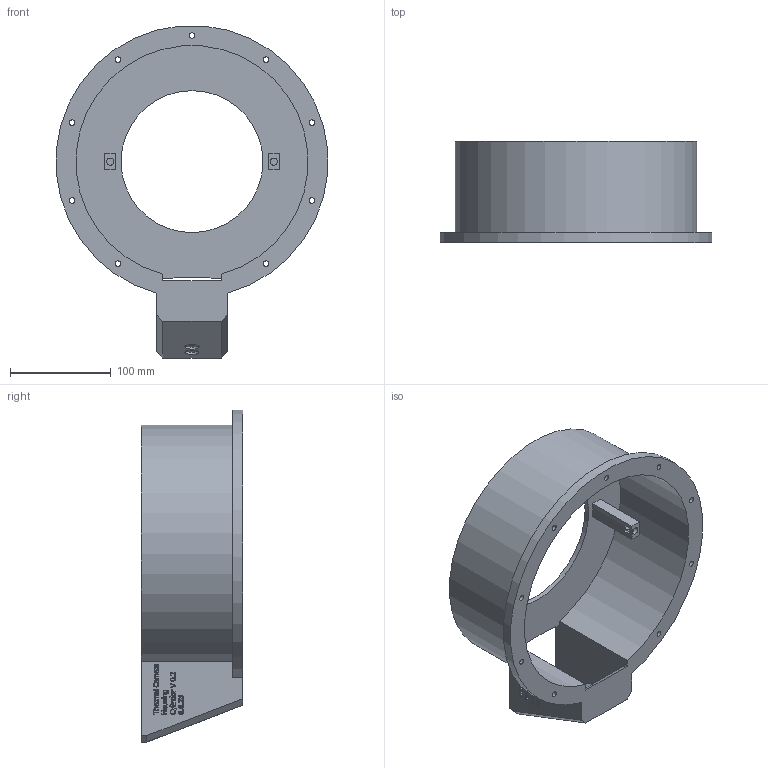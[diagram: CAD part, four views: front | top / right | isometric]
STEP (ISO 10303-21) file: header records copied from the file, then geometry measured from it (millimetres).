
FILE_DESCRIPTION(/* description */ (''),/* implementation_level */ '2;1');
FILE_NAME(/* name */ 'Cylinder Slidey Bit Housing Camera only v0.2.1.stp',/* time_stamp */ '2025-08-06T21:47:33-04:00',/* author */ ('mateo'),/* organization */ (''),/* preprocessor_version */ 'ST-DEVELOPER v20',/* originating_system */ 'Autodesk Inventor 2025',/* authorisation */ '');
FILE_SCHEMA (('AUTOMOTIVE_DESIGN { 1 0 10303 214 3 1 1 }'));
Length unit declared in the file: millimetre
Products named in the file (1): Cylinder Slidey Bit Housing Camera only v0.2.1
Bounding box: 268.98 x 100.5 x 329.18 mm (x, y, z)
Volume: 736695.1 mm3; surface area: 269521.8 mm2
Topology: 1 solids, 1 shells, 691 faces, 1850 edges, 1227 vertices
Faces by surface type: plane 346, bspline 312, cylinder 33
Full cylindrical faces by diameter (mm): 5.5 x9, 7 x2, 7.125 x4, 8.7 x9, 14 x2, 140.75 x1
Entity records: 23142 total; most frequent: CARTESIAN_POINT 7825, ORIENTED_EDGE 3700, DIRECTION 2071, EDGE_CURVE 1850, VERTEX_POINT 1227, LINE 1141, VECTOR 1141, EDGE_LOOP 787
